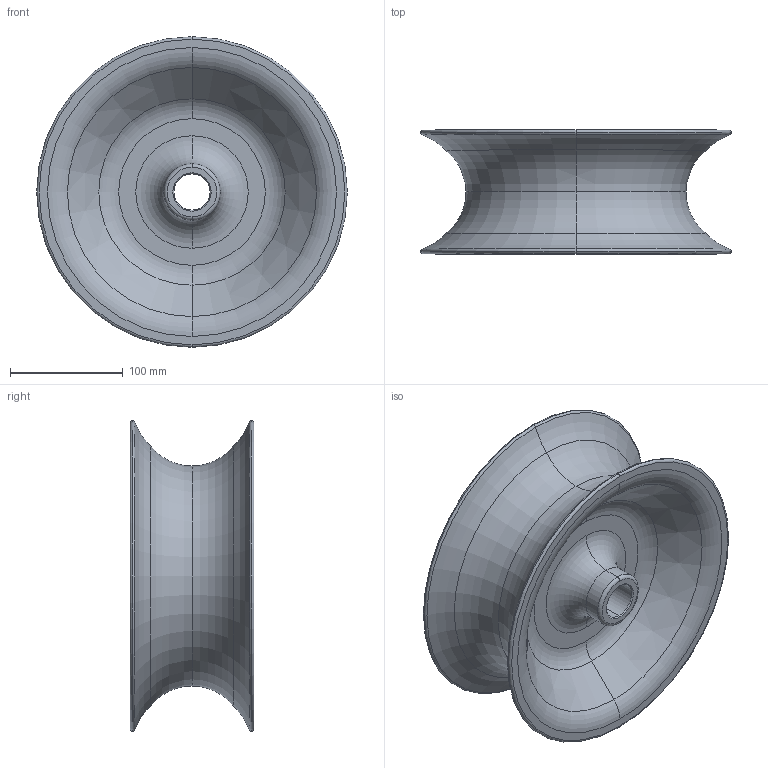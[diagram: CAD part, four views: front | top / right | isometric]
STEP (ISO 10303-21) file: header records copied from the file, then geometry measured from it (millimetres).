
FILE_DESCRIPTION(('HOOPS Exchange Step'),'2;1');
FILE_NAME('export-4A10A021-D8E9-4ED6-8F9E-93AE2C63C5D2.stp','2022-06-28T16:19:19+02:00',('User'),('Alibre'),'HOOPS Exchange 2021.0','Alibre','Unknown authorisation');
FILE_SCHEMA( ('AP242_MANAGED_MODEL_BASED_3D_ENGINEERING_MIM_LF {1 0 10303 442 1 1 4 }') );
Length unit declared in the file: millimetre
Products named in the file (1): 5943-1 DCNC Retraction System Wheel 100mm STEP214
Bounding box: 276 x 110 x 276 mm (x, y, z)
Volume: 1906150.9 mm3; surface area: 260061.6 mm2
Topology: 1 solids, 1 shells, 52 faces, 104 edges, 58 vertices
Faces by surface type: torus 32, cone 8, cylinder 6, plane 6
Entity records: 1409 total; most frequent: DIRECTION 302, CARTESIAN_POINT 216, ORIENTED_EDGE 208, AXIS2_PLACEMENT_3D 144, EDGE_CURVE 104, CIRCLE 90, VERTEX_POINT 58, EDGE_LOOP 58
